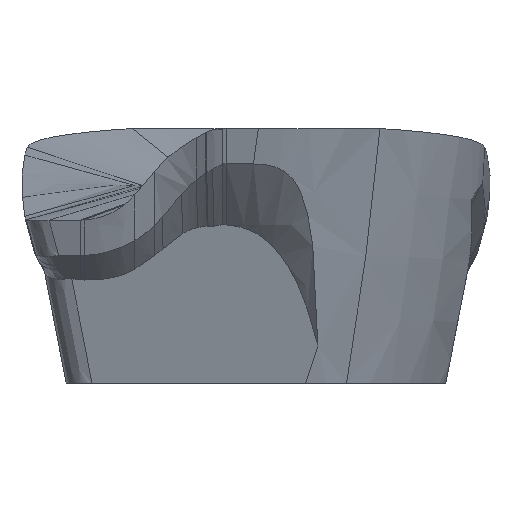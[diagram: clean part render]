
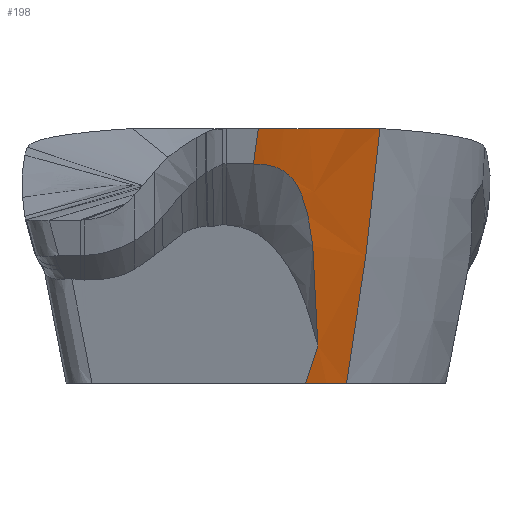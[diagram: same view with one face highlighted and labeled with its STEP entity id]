
A CAD part, left-side view. The second image highlights one B-rep face of the part: STEP entity #198.
In plain terms, the highlighted free-form (B-spline) face has degree [3, 3] with [7, 5] control points.
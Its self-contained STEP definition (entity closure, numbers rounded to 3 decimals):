
#79=B_SPLINE_SURFACE_WITH_KNOTS('',3,3,((#3755,#3756,#3757,#3758,#3759),
(#3760,#3761,#3762,#3763,#3764),(#3765,#3766,#3767,#3768,#3769),(#3770,
#3771,#3772,#3773,#3774),(#3775,#3776,#3777,#3778,#3779),(#3780,#3781,#3782,
#3783,#3784),(#3785,#3786,#3787,#3788,#3789)),.UNSPECIFIED.,.F.,.F.,.F.,
(4,1,1,1,4),(4,1,4),(0.,0.255,0.5,0.745,
1.),(0.,0.5,1.),.UNSPECIFIED.);
#198=ADVANCED_FACE('',(#376),#79,.T.);
#376=FACE_OUTER_BOUND('',#533,.T.);
#533=EDGE_LOOP('',(#721,#722,#723,#724,#725,#726));
#721=ORIENTED_EDGE('',*,*,#1777,.T.);
#722=ORIENTED_EDGE('',*,*,#1750,.F.);
#723=ORIENTED_EDGE('',*,*,#1774,.T.);
#724=ORIENTED_EDGE('',*,*,#1778,.F.);
#725=ORIENTED_EDGE('',*,*,#1779,.T.);
#726=ORIENTED_EDGE('',*,*,#1780,.T.);
#1501=VERTEX_POINT('',#3517);
#1502=VERTEX_POINT('',#3518);
#1524=VERTEX_POINT('',#3692);
#1527=VERTEX_POINT('',#3731);
#1528=VERTEX_POINT('',#3739);
#1529=VERTEX_POINT('',#3750);
#1750=EDGE_CURVE('',#1501,#1502,#2200,.T.);
#1774=EDGE_CURVE('',#1501,#1524,#2217,.T.);
#1777=EDGE_CURVE('',#1527,#1502,#2218,.T.);
#1778=EDGE_CURVE('',#1528,#1524,#2219,.T.);
#1779=EDGE_CURVE('',#1528,#1529,#2220,.T.);
#1780=EDGE_CURVE('',#1529,#1527,#2221,.T.);
#2200=B_SPLINE_CURVE_WITH_KNOTS('',3,(#3511,#3512,#3513,#3514,#3515,#3516),
 .UNSPECIFIED.,.F.,.F.,(4,1,1,4),(0.,0.333,0.667,1.),
 .UNSPECIFIED.);
#2217=B_SPLINE_CURVE_WITH_KNOTS('',3,(#3693,#3694,#3695,#3696),
 .UNSPECIFIED.,.F.,.F.,(4,4),(0.,1.),.UNSPECIFIED.);
#2218=B_SPLINE_CURVE_WITH_KNOTS('',3,(#3702,#3703,#3704,#3705,#3706,#3707,
#3708,#3709,#3710,#3711,#3712,#3713,#3714,#3715,#3716,#3717,#3718,#3719,
#3720,#3721,#3722,#3723,#3724,#3725,#3726,#3727,#3728,#3729,#3730),
 .UNSPECIFIED.,.F.,.F.,(4,1,1,1,1,1,1,1,1,1,1,1,1,1,1,1,1,1,1,1,1,1,1,1,
1,1,4),(0.,0.038,0.077,0.115,0.154,
0.192,0.231,0.269,0.308,0.346,
0.385,0.423,0.462,0.5,0.538,0.577,
0.615,0.654,0.692,0.731,0.769,
0.808,0.846,0.885,0.923,0.962,
1.),.UNSPECIFIED.);
#2219=B_SPLINE_CURVE_WITH_KNOTS('',3,(#3732,#3733,#3734,#3735,#3736,#3737,
#3738),.UNSPECIFIED.,.F.,.F.,(4,1,1,1,4),(0.,0.25,0.5,
0.75,1.),.UNSPECIFIED.);
#2220=B_SPLINE_CURVE_WITH_KNOTS('',3,(#3740,#3741,#3742,#3743,#3744,#3745,
#3746,#3747,#3748,#3749),.UNSPECIFIED.,.F.,.F.,(4,3,3,4),(0.,0.266,
0.532,1.),.UNSPECIFIED.);
#2221=B_SPLINE_CURVE_WITH_KNOTS('',3,(#3751,#3752,#3753,#3754),
 .UNSPECIFIED.,.F.,.F.,(4,4),(0.,1.),.UNSPECIFIED.);
#3511=CARTESIAN_POINT('',(-4.458,-0.7,-3.6));
#3512=CARTESIAN_POINT('',(-4.476,-0.72,-3.541));
#3513=CARTESIAN_POINT('',(-4.511,-0.759,-3.423));
#3514=CARTESIAN_POINT('',(-4.563,-0.817,-3.246));
#3515=CARTESIAN_POINT('',(-4.598,-0.855,-3.129));
#3516=CARTESIAN_POINT('',(-4.615,-0.874,-3.071));
#3517=CARTESIAN_POINT('',(-4.458,-0.7,-3.6));
#3518=CARTESIAN_POINT('',(-4.615,-0.874,-3.071));
#3692=CARTESIAN_POINT('',(-4.153,-1.279,-3.6));
#3693=CARTESIAN_POINT('',(-4.458,-0.7,-3.6));
#3694=CARTESIAN_POINT('',(-4.376,-0.903,-3.6));
#3695=CARTESIAN_POINT('',(-4.274,-1.097,-3.6));
#3696=CARTESIAN_POINT('',(-4.153,-1.279,-3.6));
#3702=CARTESIAN_POINT('',(-5.818,0.036,-0.5));
#3703=CARTESIAN_POINT('',(-5.818,0.005,-0.5));
#3704=CARTESIAN_POINT('',(-5.816,-0.054,-0.502));
#3705=CARTESIAN_POINT('',(-5.81,-0.13,-0.509));
#3706=CARTESIAN_POINT('',(-5.802,-0.196,-0.521));
#3707=CARTESIAN_POINT('',(-5.791,-0.254,-0.536));
#3708=CARTESIAN_POINT('',(-5.78,-0.305,-0.553));
#3709=CARTESIAN_POINT('',(-5.766,-0.35,-0.574));
#3710=CARTESIAN_POINT('',(-5.752,-0.392,-0.598));
#3711=CARTESIAN_POINT('',(-5.736,-0.431,-0.625));
#3712=CARTESIAN_POINT('',(-5.718,-0.468,-0.656));
#3713=CARTESIAN_POINT('',(-5.698,-0.504,-0.693));
#3714=CARTESIAN_POINT('',(-5.674,-0.539,-0.737));
#3715=CARTESIAN_POINT('',(-5.646,-0.575,-0.789));
#3716=CARTESIAN_POINT('',(-5.614,-0.61,-0.852));
#3717=CARTESIAN_POINT('',(-5.577,-0.643,-0.927));
#3718=CARTESIAN_POINT('',(-5.535,-0.675,-1.013));
#3719=CARTESIAN_POINT('',(-5.488,-0.705,-1.112));
#3720=CARTESIAN_POINT('',(-5.435,-0.733,-1.225));
#3721=CARTESIAN_POINT('',(-5.376,-0.759,-1.353));
#3722=CARTESIAN_POINT('',(-5.311,-0.782,-1.497));
#3723=CARTESIAN_POINT('',(-5.239,-0.802,-1.657));
#3724=CARTESIAN_POINT('',(-5.16,-0.82,-1.836));
#3725=CARTESIAN_POINT('',(-5.072,-0.836,-2.034));
#3726=CARTESIAN_POINT('',(-4.975,-0.849,-2.254));
#3727=CARTESIAN_POINT('',(-4.868,-0.86,-2.498));
#3728=CARTESIAN_POINT('',(-4.749,-0.869,-2.768));
#3729=CARTESIAN_POINT('',(-4.662,-0.872,-2.967));
#3730=CARTESIAN_POINT('',(-4.615,-0.874,-3.071));
#3731=CARTESIAN_POINT('',(-5.818,0.036,-0.5));
#3732=CARTESIAN_POINT('',(-5.5,-1.75,0.));
#3733=CARTESIAN_POINT('',(-5.389,-1.723,-0.298));
#3734=CARTESIAN_POINT('',(-5.166,-1.663,-0.894));
#3735=CARTESIAN_POINT('',(-4.829,-1.554,-1.794));
#3736=CARTESIAN_POINT('',(-4.491,-1.427,-2.697));
#3737=CARTESIAN_POINT('',(-4.265,-1.33,-3.299));
#3738=CARTESIAN_POINT('',(-4.153,-1.279,-3.6));
#3739=CARTESIAN_POINT('',(-5.5,-1.75,0.));
#3740=CARTESIAN_POINT('',(-5.5,-1.75,0.));
#3741=CARTESIAN_POINT('',(-5.586,-1.614,0.));
#3742=CARTESIAN_POINT('',(-5.663,-1.472,0.));
#3743=CARTESIAN_POINT('',(-5.728,-1.324,0.));
#3744=CARTESIAN_POINT('',(-5.793,-1.177,0.));
#3745=CARTESIAN_POINT('',(-5.847,-1.024,0.));
#3746=CARTESIAN_POINT('',(-5.889,-0.869,0.));
#3747=CARTESIAN_POINT('',(-5.962,-0.598,0.));
#3748=CARTESIAN_POINT('',(-6.,-0.314,0.));
#3749=CARTESIAN_POINT('',(-6.,-0.033,0.));
#3750=CARTESIAN_POINT('',(-6.,-0.033,0.));
#3751=CARTESIAN_POINT('',(-6.,-0.033,0.));
#3752=CARTESIAN_POINT('',(-5.939,-0.01,-0.167));
#3753=CARTESIAN_POINT('',(-5.879,0.013,-0.333));
#3754=CARTESIAN_POINT('',(-5.818,0.036,-0.5));
#3755=CARTESIAN_POINT('',(-6.013,-0.019,0.036));
#3756=CARTESIAN_POINT('',(-6.015,-0.327,0.036));
#3757=CARTESIAN_POINT('',(-5.929,-0.944,0.036));
#3758=CARTESIAN_POINT('',(-5.67,-1.51,0.036));
#3759=CARTESIAN_POINT('',(-5.504,-1.769,0.036));
#3760=CARTESIAN_POINT('',(-5.9,0.023,-0.276));
#3761=CARTESIAN_POINT('',(-5.901,-0.287,-0.276));
#3762=CARTESIAN_POINT('',(-5.815,-0.909,-0.275));
#3763=CARTESIAN_POINT('',(-5.555,-1.48,-0.274));
#3764=CARTESIAN_POINT('',(-5.388,-1.741,-0.274));
#3765=CARTESIAN_POINT('',(-5.677,0.107,-0.888));
#3766=CARTESIAN_POINT('',(-5.678,-0.207,-0.887));
#3767=CARTESIAN_POINT('',(-5.59,-0.837,-0.885));
#3768=CARTESIAN_POINT('',(-5.329,-1.415,-0.883));
#3769=CARTESIAN_POINT('',(-5.16,-1.68,-0.882));
#3770=CARTESIAN_POINT('',(-5.345,0.233,-1.8));
#3771=CARTESIAN_POINT('',(-5.345,-0.085,-1.799));
#3772=CARTESIAN_POINT('',(-5.255,-0.721,-1.797));
#3773=CARTESIAN_POINT('',(-4.99,-1.304,-1.795));
#3774=CARTESIAN_POINT('',(-4.819,-1.57,-1.794));
#3775=CARTESIAN_POINT('',(-5.013,0.358,-2.712));
#3776=CARTESIAN_POINT('',(-5.013,0.041,-2.711));
#3777=CARTESIAN_POINT('',(-4.919,-0.595,-2.71));
#3778=CARTESIAN_POINT('',(-4.65,-1.176,-2.709));
#3779=CARTESIAN_POINT('',(-4.476,-1.441,-2.709));
#3780=CARTESIAN_POINT('',(-4.79,0.443,-3.324));
#3781=CARTESIAN_POINT('',(-4.789,0.127,-3.324));
#3782=CARTESIAN_POINT('',(-4.694,-0.504,-3.323));
#3783=CARTESIAN_POINT('',(-4.421,-1.08,-3.323));
#3784=CARTESIAN_POINT('',(-4.246,-1.342,-3.323));
#3785=CARTESIAN_POINT('',(-4.677,0.486,-3.636));
#3786=CARTESIAN_POINT('',(-4.675,0.172,-3.636));
#3787=CARTESIAN_POINT('',(-4.579,-0.455,-3.636));
#3788=CARTESIAN_POINT('',(-4.305,-1.028,-3.636));
#3789=CARTESIAN_POINT('',(-4.129,-1.288,-3.636));
